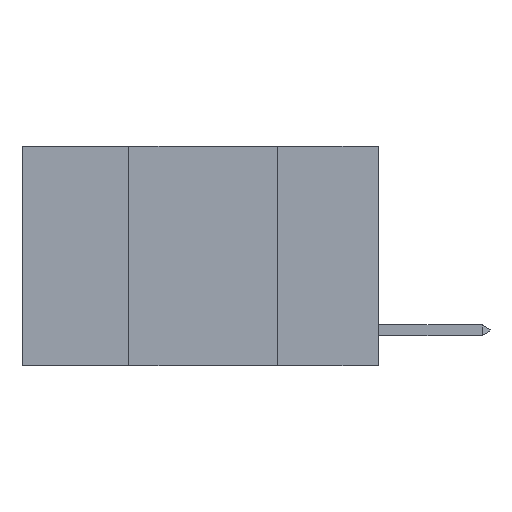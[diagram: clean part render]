
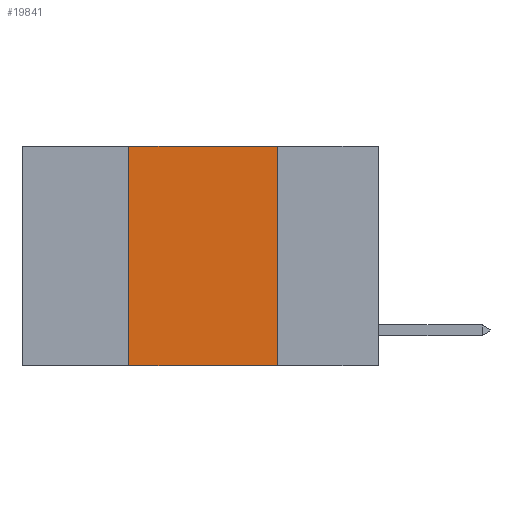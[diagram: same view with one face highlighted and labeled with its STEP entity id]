
A CAD part, left-side view. The second image highlights one B-rep face of the part: STEP entity #19841.
In plain terms, the highlighted planar face has unit normal (-1, 0, 0).
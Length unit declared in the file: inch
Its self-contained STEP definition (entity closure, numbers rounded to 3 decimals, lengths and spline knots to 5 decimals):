
#579 = CARTESIAN_POINT ( 'NONE',  ( 0., 0.6, 0. ) ) ;
#593 = VERTEX_POINT ( 'NONE', #10293 ) ;
#2192 = VERTEX_POINT ( 'NONE', #2445 ) ;
#2445 = CARTESIAN_POINT ( 'NONE',  ( 0., 0.17, -0.37 ) ) ;
#2795 = CARTESIAN_POINT ( 'NONE',  ( 0., 0.6, 0. ) ) ;
#2958 = ORIENTED_EDGE ( 'NONE', *, *, #14027, .T. ) ;
#3064 = EDGE_CURVE ( 'NONE', #593, #4883, #12147, .T. ) ;
#3237 = CARTESIAN_POINT ( 'NONE',  ( 0., 0.6, -0.37 ) ) ;
#3779 = ORIENTED_EDGE ( 'NONE', *, *, #3064, .F. ) ;
#3856 = DIRECTION ( 'NONE',  ( 0., 0., -1. ) ) ;
#4398 = VECTOR ( 'NONE', #11412, 39.37008 ) ;
#4805 = LINE ( 'NONE', #2795, #16491 ) ;
#4828 = EDGE_CURVE ( 'NONE', #4883, #16358, #4805, .T. ) ;
#4883 = VERTEX_POINT ( 'NONE', #11281 ) ;
#4931 = LINE ( 'NONE', #3237, #4398 ) ;
#5522 = VECTOR ( 'NONE', #12361, 39.37008 ) ;
#6841 = ORIENTED_EDGE ( 'NONE', *, *, #19625, .F. ) ;
#8864 = DIRECTION ( 'NONE',  ( 0., 0., 1. ) ) ;
#10189 = EDGE_LOOP ( 'NONE', ( #6841, #17579, #3779, #2958 ) ) ;
#10293 = CARTESIAN_POINT ( 'NONE',  ( 0., 0.42, -0.37 ) ) ;
#10441 = DIRECTION ( 'NONE',  ( 1., 0., 0. ) ) ;
#11281 = CARTESIAN_POINT ( 'NONE',  ( 0., 0.42, 0. ) ) ;
#11412 = DIRECTION ( 'NONE',  ( 0., -1., 0. ) ) ;
#11966 = AXIS2_PLACEMENT_3D ( 'NONE', #579, #10441, #3856 ) ;
#12147 = LINE ( 'NONE', #19963, #20695 ) ;
#12361 = DIRECTION ( 'NONE',  ( 0., 0., -1. ) ) ;
#14027 = EDGE_CURVE ( 'NONE', #593, #2192, #4931, .T. ) ;
#14044 = LINE ( 'NONE', #20392, #5522 ) ;
#16296 = CARTESIAN_POINT ( 'NONE',  ( 0., 0.17, 0. ) ) ;
#16358 = VERTEX_POINT ( 'NONE', #16296 ) ;
#16491 = VECTOR ( 'NONE', #19088, 39.37008 ) ;
#17579 = ORIENTED_EDGE ( 'NONE', *, *, #4828, .F. ) ;
#18260 = PLANE ( 'NONE',  #11966 ) ;
#19088 = DIRECTION ( 'NONE',  ( 0., -1., 0. ) ) ;
#19625 = EDGE_CURVE ( 'NONE', #16358, #2192, #14044, .T. ) ;
#19841 = ADVANCED_FACE ( 'NONE', ( #20157 ), #18260, .F. ) ;
#19963 = CARTESIAN_POINT ( 'NONE',  ( 0., 0.42, 0. ) ) ;
#20157 = FACE_OUTER_BOUND ( 'NONE', #10189, .T. ) ;
#20392 = CARTESIAN_POINT ( 'NONE',  ( 0., 0.17, 0. ) ) ;
#20695 = VECTOR ( 'NONE', #8864, 39.37008 ) ;
